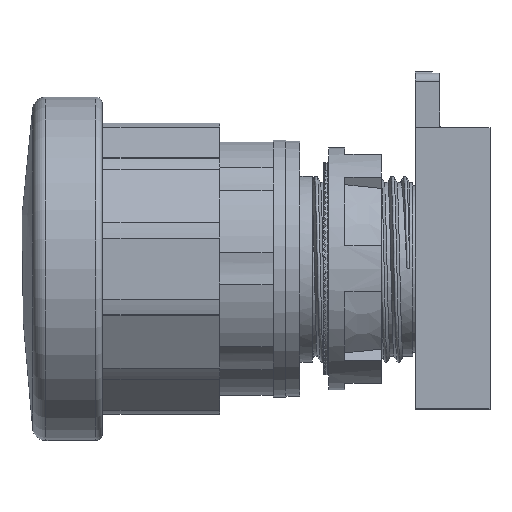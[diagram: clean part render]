
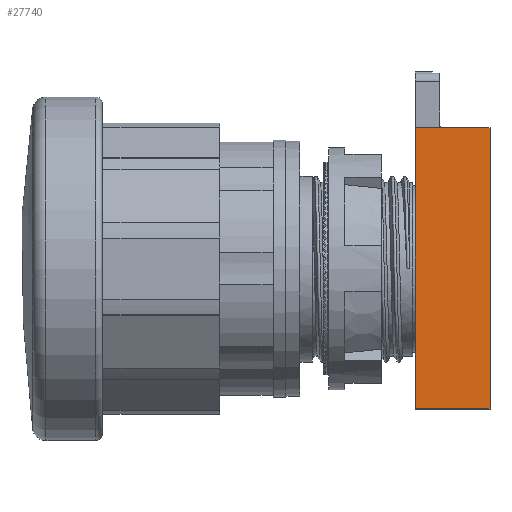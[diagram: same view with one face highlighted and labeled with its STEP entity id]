
A CAD part, left-side view. The second image highlights one B-rep face of the part: STEP entity #27740.
In plain terms, the highlighted planar face has unit normal (-1, 0, 0).
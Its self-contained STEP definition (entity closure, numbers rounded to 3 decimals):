
#1021=PLANE('',#29716);
#2906=LINE('',#52421,#5335);
#2910=LINE('',#52430,#5339);
#2911=LINE('',#52431,#5340);
#2912=LINE('',#52432,#5341);
#5335=VECTOR('',#35249,10.);
#5339=VECTOR('',#35255,10.);
#5340=VECTOR('',#35256,10.);
#5341=VECTOR('',#35257,10.);
#7398=FACE_OUTER_BOUND('',#8920,.T.);
#8920=EDGE_LOOP('',(#22267,#22268,#22269,#22270));
#12503=VERTEX_POINT('',#52419);
#12504=VERTEX_POINT('',#52420);
#12507=VERTEX_POINT('',#52428);
#12508=VERTEX_POINT('',#52429);
#15913=EDGE_CURVE('',#12503,#12504,#2906,.F.);
#15917=EDGE_CURVE('',#12507,#12508,#2910,.T.);
#15918=EDGE_CURVE('',#12504,#12507,#2911,.F.);
#15919=EDGE_CURVE('',#12508,#12503,#2912,.F.);
#22267=ORIENTED_EDGE('',*,*,#15917,.F.);
#22268=ORIENTED_EDGE('',*,*,#15918,.F.);
#22269=ORIENTED_EDGE('',*,*,#15913,.F.);
#22270=ORIENTED_EDGE('',*,*,#15919,.F.);
#27740=ADVANCED_FACE('',(#7398),#1021,.T.);
#29716=AXIS2_PLACEMENT_3D('',#52427,#35253,#35254);
#35249=DIRECTION('',(0.,1.,0.));
#35253=DIRECTION('center_axis',(-1.,0.,0.));
#35254=DIRECTION('ref_axis',(0.,0.,-1.));
#35255=DIRECTION('',(0.,1.,0.));
#35256=DIRECTION('',(0.,0.,1.));
#35257=DIRECTION('',(0.,0.,-1.));
#52419=CARTESIAN_POINT('',(-15.75,-17.66,16.6));
#52420=CARTESIAN_POINT('',(-15.75,-26.46,16.6));
#52421=CARTESIAN_POINT('',(-15.75,-21.06,16.6));
#52427=CARTESIAN_POINT('Origin',(-15.75,-21.06,16.6));
#52428=CARTESIAN_POINT('',(-15.75,-26.46,-16.422));
#52429=CARTESIAN_POINT('',(-15.75,-17.66,-16.422));
#52430=CARTESIAN_POINT('',(-15.75,-21.06,-16.422));
#52431=CARTESIAN_POINT('',(-15.75,-26.46,8.3));
#52432=CARTESIAN_POINT('',(-15.75,-17.66,15.475));
